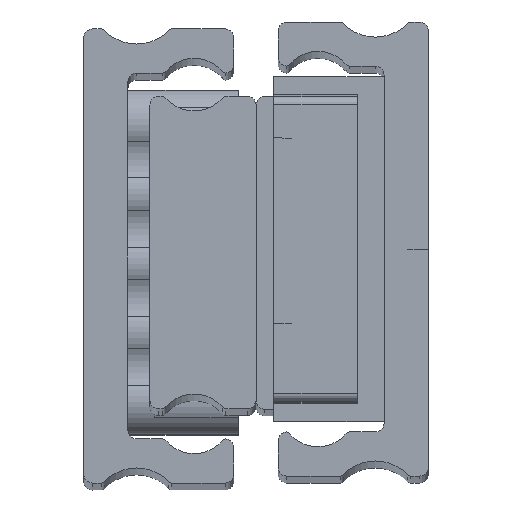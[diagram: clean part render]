
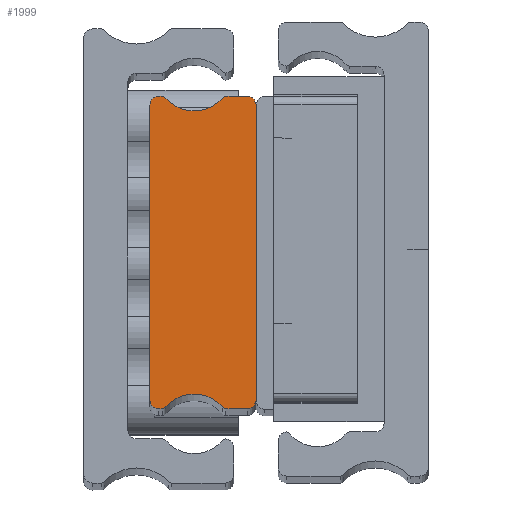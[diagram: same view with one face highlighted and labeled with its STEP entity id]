
A CAD part, top view. The second image highlights one B-rep face of the part: STEP entity #1999.
In plain terms, the highlighted planar face has unit normal (0, 0, 1).
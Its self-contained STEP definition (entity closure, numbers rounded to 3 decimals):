
#82 = ORIENTED_EDGE ( 'NONE', *, *, #1736, .T. ) ;
#155 = VECTOR ( 'NONE', #2602, 1000. ) ;
#157 = EDGE_CURVE ( 'NONE', #5721, #923, #3714, .T. ) ;
#163 = CARTESIAN_POINT ( 'NONE',  ( -11., 17.687, 0. ) ) ;
#211 = DIRECTION ( 'NONE',  ( 1., 0., 0. ) ) ;
#277 = CARTESIAN_POINT ( 'NONE',  ( -11., -17.687, 0. ) ) ;
#286 = CARTESIAN_POINT ( 'NONE',  ( -7., 20.232, 0. ) ) ;
#408 = CARTESIAN_POINT ( 'NONE',  ( -1., 17.687, 0. ) ) ;
#460 = DIRECTION ( 'NONE',  ( 1., 0., 0. ) ) ;
#533 = VERTEX_POINT ( 'NONE', #277 ) ;
#543 = VERTEX_POINT ( 'NONE', #3079 ) ;
#554 = CARTESIAN_POINT ( 'NONE',  ( -7., 20.232, 0. ) ) ;
#607 = AXIS2_PLACEMENT_3D ( 'NONE', #6346, #4787, #4714 ) ;
#608 = EDGE_CURVE ( 'NONE', #1957, #2373, #1207, .T. ) ;
#615 = LINE ( 'NONE', #3462, #5423 ) ;
#675 = VECTOR ( 'NONE', #2764, 1000. ) ;
#776 = CARTESIAN_POINT ( 'NONE',  ( -10.192, 17.473, 0. ) ) ;
#795 = FACE_OUTER_BOUND ( 'NONE', #1211, .T. ) ;
#796 = CARTESIAN_POINT ( 'NONE',  ( -11., -16.688, 0. ) ) ;
#923 = VERTEX_POINT ( 'NONE', #163 ) ;
#1025 = DIRECTION ( 'NONE',  ( 0., 0., -1. ) ) ;
#1036 = CARTESIAN_POINT ( 'NONE',  ( 0., -16.687, 0. ) ) ;
#1124 = CIRCLE ( 'NONE', #5877, 0.5 ) ;
#1130 = ORIENTED_EDGE ( 'NONE', *, *, #1556, .T. ) ;
#1197 = AXIS2_PLACEMENT_3D ( 'NONE', #1268, #3528, #3415 ) ;
#1207 = CIRCLE ( 'NONE', #2152, 1. ) ;
#1211 = EDGE_LOOP ( 'NONE', ( #2506, #3756, #6075, #5152, #4199, #6846, #5250, #5056, #5991, #1130, #2014, #2787, #3453, #5077, #6472, #82 ) ) ;
#1268 = CARTESIAN_POINT ( 'NONE',  ( -7., -20.232, 0. ) ) ;
#1366 = VERTEX_POINT ( 'NONE', #4305 ) ;
#1543 = AXIS2_PLACEMENT_3D ( 'NONE', #5887, #4689, #3102 ) ;
#1556 = EDGE_CURVE ( 'NONE', #6830, #3101, #4265, .T. ) ;
#1580 = DIRECTION ( 'NONE',  ( 1., 0., 0. ) ) ;
#1734 = VECTOR ( 'NONE', #5185, 1000. ) ;
#1736 = EDGE_CURVE ( 'NONE', #6758, #6718, #4970, .T. ) ;
#1957 = VERTEX_POINT ( 'NONE', #2198 ) ;
#1999 = ADVANCED_FACE ( 'NONE', ( #795 ), #4646, .T. ) ;
#2011 = EDGE_CURVE ( 'NONE', #5226, #5721, #4272, .T. ) ;
#2014 = ORIENTED_EDGE ( 'NONE', *, *, #2796, .T. ) ;
#2118 = CARTESIAN_POINT ( 'NONE',  ( -3.397, 17.687, 0. ) ) ;
#2152 = AXIS2_PLACEMENT_3D ( 'NONE', #3329, #4996, #6108 ) ;
#2198 = CARTESIAN_POINT ( 'NONE',  ( -1., -17.688, 0. ) ) ;
#2229 = AXIS2_PLACEMENT_3D ( 'NONE', #554, #1025, #3816 ) ;
#2373 = VERTEX_POINT ( 'NONE', #1036 ) ;
#2506 = ORIENTED_EDGE ( 'NONE', *, *, #6246, .T. ) ;
#2602 = DIRECTION ( 'NONE',  ( -1., 0., 0. ) ) ;
#2616 = DIRECTION ( 'NONE',  ( 0., 0., 1. ) ) ;
#2654 = VERTEX_POINT ( 'NONE', #5659 ) ;
#2672 = CIRCLE ( 'NONE', #5156, 1. ) ;
#2764 = DIRECTION ( 'NONE',  ( -1., 0., 0. ) ) ;
#2787 = ORIENTED_EDGE ( 'NONE', *, *, #608, .T. ) ;
#2796 = EDGE_CURVE ( 'NONE', #3101, #1957, #4177, .T. ) ;
#2943 = CIRCLE ( 'NONE', #2229, 4.22 ) ;
#2947 = EDGE_CURVE ( 'NONE', #3341, #1366, #7092, .T. ) ;
#3022 = CARTESIAN_POINT ( 'NONE',  ( -12., 16.687, 0. ) ) ;
#3064 = VECTOR ( 'NONE', #3696, 1000. ) ;
#3079 = CARTESIAN_POINT ( 'NONE',  ( -12., -16.688, 0. ) ) ;
#3101 = VERTEX_POINT ( 'NONE', #6729 ) ;
#3102 = DIRECTION ( 'NONE',  ( 1., 0., 0. ) ) ;
#3176 = CARTESIAN_POINT ( 'NONE',  ( -11., 16.687, 0. ) ) ;
#3243 = CARTESIAN_POINT ( 'NONE',  ( -10.603, -17.687, 0. ) ) ;
#3329 = CARTESIAN_POINT ( 'NONE',  ( -1., -16.687, 0. ) ) ;
#3341 = VERTEX_POINT ( 'NONE', #4332 ) ;
#3415 = DIRECTION ( 'NONE',  ( 1., 0., 0. ) ) ;
#3453 = ORIENTED_EDGE ( 'NONE', *, *, #4077, .T. ) ;
#3462 = CARTESIAN_POINT ( 'NONE',  ( -12., 16.687, 0. ) ) ;
#3528 = DIRECTION ( 'NONE',  ( 0., 0., -1. ) ) ;
#3619 = CARTESIAN_POINT ( 'NONE',  ( -3.397, -17.688, 0. ) ) ;
#3677 = AXIS2_PLACEMENT_3D ( 'NONE', #4908, #4342, #6688 ) ;
#3696 = DIRECTION ( 'NONE',  ( 1., 0., 0. ) ) ;
#3714 = LINE ( 'NONE', #4229, #155 ) ;
#3756 = ORIENTED_EDGE ( 'NONE', *, *, #2011, .T. ) ;
#3816 = DIRECTION ( 'NONE',  ( 1., 0., 0. ) ) ;
#3847 = EDGE_CURVE ( 'NONE', #5389, #2654, #1124, .T. ) ;
#3931 = CARTESIAN_POINT ( 'NONE',  ( -11., -17.687, 0. ) ) ;
#4077 = EDGE_CURVE ( 'NONE', #2373, #3341, #5862, .T. ) ;
#4177 = LINE ( 'NONE', #3619, #3064 ) ;
#4199 = ORIENTED_EDGE ( 'NONE', *, *, #5960, .T. ) ;
#4229 = CARTESIAN_POINT ( 'NONE',  ( -10.603, 17.688, 0. ) ) ;
#4265 = CIRCLE ( 'NONE', #1543, 0.5 ) ;
#4272 = CIRCLE ( 'NONE', #607, 0.5 ) ;
#4305 = CARTESIAN_POINT ( 'NONE',  ( -1., 17.688, 0. ) ) ;
#4313 = CARTESIAN_POINT ( 'NONE',  ( -1., 16.687, 0. ) ) ;
#4332 = CARTESIAN_POINT ( 'NONE',  ( 0., 16.687, 0. ) ) ;
#4342 = DIRECTION ( 'NONE',  ( 0., 0., 1. ) ) ;
#4395 = EDGE_CURVE ( 'NONE', #923, #5725, #2672, .T. ) ;
#4465 = AXIS2_PLACEMENT_3D ( 'NONE', #796, #4755, #6424 ) ;
#4573 = CARTESIAN_POINT ( 'NONE',  ( -3.808, 17.473, 0. ) ) ;
#4646 = PLANE ( 'NONE',  #5103 ) ;
#4689 = DIRECTION ( 'NONE',  ( 0., 0., 1. ) ) ;
#4714 = DIRECTION ( 'NONE',  ( 1., 0., 0. ) ) ;
#4755 = DIRECTION ( 'NONE',  ( 0., 0., 1. ) ) ;
#4787 = DIRECTION ( 'NONE',  ( 0., 0., 1. ) ) ;
#4834 = CARTESIAN_POINT ( 'NONE',  ( -3.808, -17.473, 0. ) ) ;
#4842 = AXIS2_PLACEMENT_3D ( 'NONE', #4313, #2616, #1580 ) ;
#4895 = DIRECTION ( 'NONE',  ( 0., 0., 1. ) ) ;
#4905 = LINE ( 'NONE', #3931, #5221 ) ;
#4908 = CARTESIAN_POINT ( 'NONE',  ( -3.397, 17.187, 0. ) ) ;
#4922 = DIRECTION ( 'NONE',  ( 1., 0., 0. ) ) ;
#4970 = CIRCLE ( 'NONE', #3677, 0.5 ) ;
#4996 = DIRECTION ( 'NONE',  ( 0., 0., 1. ) ) ;
#5056 = ORIENTED_EDGE ( 'NONE', *, *, #3847, .T. ) ;
#5077 = ORIENTED_EDGE ( 'NONE', *, *, #2947, .T. ) ;
#5103 = AXIS2_PLACEMENT_3D ( 'NONE', #286, #5799, #211 ) ;
#5152 = ORIENTED_EDGE ( 'NONE', *, *, #4395, .T. ) ;
#5156 = AXIS2_PLACEMENT_3D ( 'NONE', #3176, #5444, #7044 ) ;
#5185 = DIRECTION ( 'NONE',  ( 0., 1., 0. ) ) ;
#5221 = VECTOR ( 'NONE', #460, 1000. ) ;
#5226 = VERTEX_POINT ( 'NONE', #776 ) ;
#5250 = ORIENTED_EDGE ( 'NONE', *, *, #6953, .T. ) ;
#5256 = CARTESIAN_POINT ( 'NONE',  ( 0., -16.687, 0. ) ) ;
#5389 = VERTEX_POINT ( 'NONE', #3243 ) ;
#5404 = EDGE_CURVE ( 'NONE', #1366, #6758, #6591, .T. ) ;
#5413 = CARTESIAN_POINT ( 'NONE',  ( -10.603, -17.187, 0. ) ) ;
#5423 = VECTOR ( 'NONE', #5578, 1000. ) ;
#5444 = DIRECTION ( 'NONE',  ( 0., 0., 1. ) ) ;
#5578 = DIRECTION ( 'NONE',  ( 0., -1., 0. ) ) ;
#5659 = CARTESIAN_POINT ( 'NONE',  ( -10.192, -17.473, 0. ) ) ;
#5721 = VERTEX_POINT ( 'NONE', #5926 ) ;
#5725 = VERTEX_POINT ( 'NONE', #3022 ) ;
#5799 = DIRECTION ( 'NONE',  ( 0., 0., 1. ) ) ;
#5862 = LINE ( 'NONE', #5256, #1734 ) ;
#5877 = AXIS2_PLACEMENT_3D ( 'NONE', #5413, #4895, #4922 ) ;
#5887 = CARTESIAN_POINT ( 'NONE',  ( -3.397, -17.187, 0. ) ) ;
#5926 = CARTESIAN_POINT ( 'NONE',  ( -10.603, 17.687, 0. ) ) ;
#5960 = EDGE_CURVE ( 'NONE', #5725, #543, #615, .T. ) ;
#5991 = ORIENTED_EDGE ( 'NONE', *, *, #7124, .T. ) ;
#6019 = CIRCLE ( 'NONE', #4465, 1. ) ;
#6050 = CIRCLE ( 'NONE', #1197, 4.22 ) ;
#6075 = ORIENTED_EDGE ( 'NONE', *, *, #157, .T. ) ;
#6081 = EDGE_CURVE ( 'NONE', #543, #533, #6019, .T. ) ;
#6108 = DIRECTION ( 'NONE',  ( 1., 0., 0. ) ) ;
#6246 = EDGE_CURVE ( 'NONE', #6718, #5226, #2943, .T. ) ;
#6346 = CARTESIAN_POINT ( 'NONE',  ( -10.603, 17.187, 0. ) ) ;
#6424 = DIRECTION ( 'NONE',  ( 1., 0., 0. ) ) ;
#6472 = ORIENTED_EDGE ( 'NONE', *, *, #5404, .T. ) ;
#6591 = LINE ( 'NONE', #408, #675 ) ;
#6688 = DIRECTION ( 'NONE',  ( 1., 0., 0. ) ) ;
#6718 = VERTEX_POINT ( 'NONE', #4573 ) ;
#6729 = CARTESIAN_POINT ( 'NONE',  ( -3.397, -17.688, 0. ) ) ;
#6758 = VERTEX_POINT ( 'NONE', #2118 ) ;
#6830 = VERTEX_POINT ( 'NONE', #4834 ) ;
#6846 = ORIENTED_EDGE ( 'NONE', *, *, #6081, .T. ) ;
#6953 = EDGE_CURVE ( 'NONE', #533, #5389, #4905, .T. ) ;
#7044 = DIRECTION ( 'NONE',  ( 1., 0., 0. ) ) ;
#7092 = CIRCLE ( 'NONE', #4842, 1. ) ;
#7124 = EDGE_CURVE ( 'NONE', #2654, #6830, #6050, .T. ) ;
